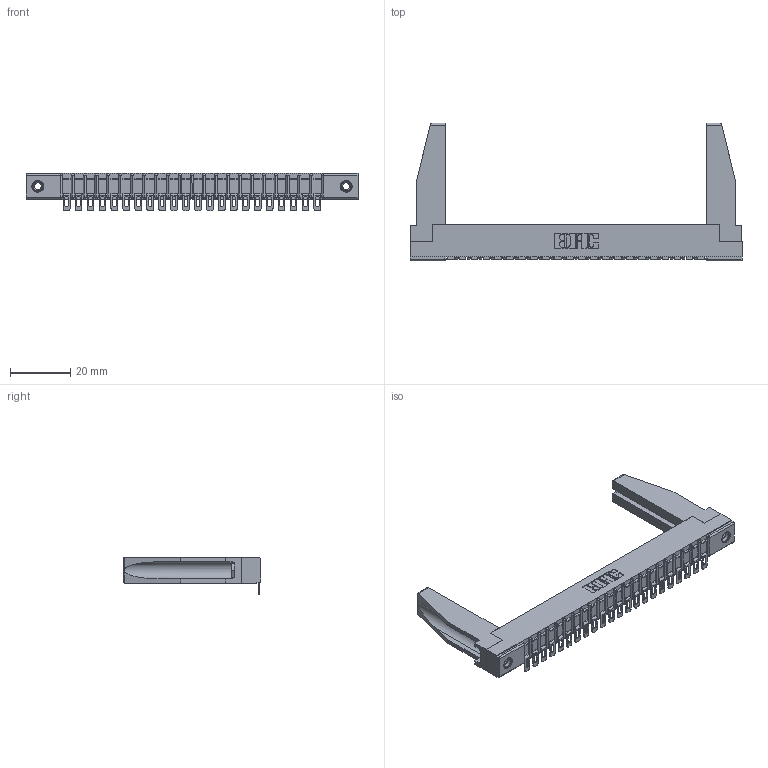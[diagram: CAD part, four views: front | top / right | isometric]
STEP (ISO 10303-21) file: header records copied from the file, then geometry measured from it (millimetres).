
FILE_DESCRIPTION (( 'STEP AP203' ), '1' );
FILE_NAME ('357-022-454-178.STEP', '2020-10-01T09:23:08', ( '' ), ( '' ), 'SwSTEP 2.0', 'SolidWorks 2020', '' );
FILE_SCHEMA (( 'CONFIG_CONTROL_DESIGN' ));
Length unit declared in the file: inch
Products named in the file (5): 345-250-001_345-250-001-102; 307 Part_.156 Dia Mounting Holes; 357-022-454-178; 307-220-078; 307-290-002_554
Assembly tree (27 placements, depth 2):
  357-022-454-178
    307 Part_.156 Dia Mounting Holes
    307-290-002_554  x22
    307-220-078  x2
    345-250-001_345-250-001-102  x2
Bounding box: 110.19 x 45.72 x 12.52 mm (x, y, z)
Volume: 11275.5 mm3; surface area: 17156.3 mm2
Topology: 27 solids, 27 shells, 2053 faces, 6219 edges, 4074 vertices
Faces by surface type: plane 1166, cylinder 825, sphere 46, cone 12, torus 4
Entity records: 24730 total; most frequent: CARTESIAN_POINT 4168, ORIENTED_EDGE 4114, DIRECTION 4021, EDGE_CURVE 2057, VECTOR 1563, LINE 1563, VERTEX_POINT 1334, AXIS2_PLACEMENT_3D 1229
